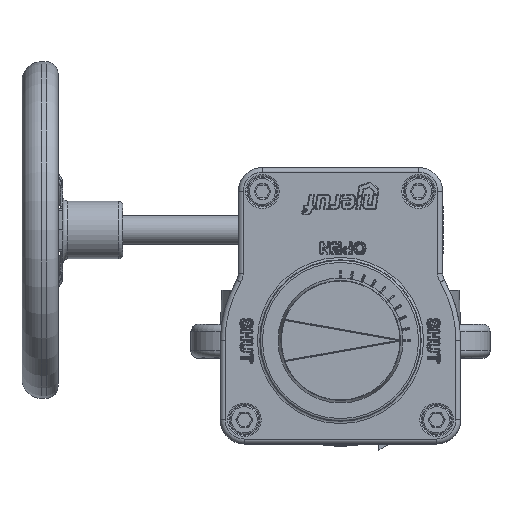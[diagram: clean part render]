
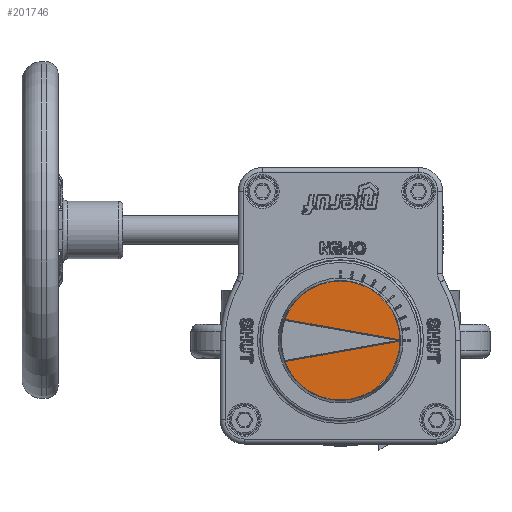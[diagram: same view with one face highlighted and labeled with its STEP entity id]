
A CAD part, top view. The second image highlights one B-rep face of the part: STEP entity #201746.
In plain terms, the highlighted planar face has unit normal (0, 0, 1).
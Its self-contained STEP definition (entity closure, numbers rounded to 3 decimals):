
#201678=CARTESIAN_POINT('',(-0.,0.,215.001));
#201679=DIRECTION('',(0.,0.,1.));
#201680=DIRECTION('',(0.,-1.,0.));
#201681=AXIS2_PLACEMENT_3D('',#201678,#201679,#201680);
#201682=PLANE('',#201681);
#201683=CARTESIAN_POINT('',(-23.13,-8.82,215.001));
#201684=VERTEX_POINT('',#201683);
#201685=CARTESIAN_POINT('',(-0.,-24.755,215.001));
#201686=VERTEX_POINT('',#201685);
#201687=CARTESIAN_POINT('',(-0.,0.,215.001));
#201688=DIRECTION('',(0.,0.,1.));
#201689=DIRECTION('',(0.,-1.,0.));
#201690=AXIS2_PLACEMENT_3D('',#201687,#201688,#201689);
#201691=CIRCLE('',#201690,24.755);
#201692=EDGE_CURVE('',#201684,#201686,#201691,.T.);
#201693=ORIENTED_EDGE('',*,*,#201692,.T.);
#201694=CARTESIAN_POINT('',(24.755,0.,215.001));
#201695=VERTEX_POINT('',#201694);
#201696=CARTESIAN_POINT('',(-0.,0.,215.001));
#201697=DIRECTION('',(0.,0.,1.));
#201698=DIRECTION('',(0.,-1.,0.));
#201699=AXIS2_PLACEMENT_3D('',#201696,#201697,#201698);
#201700=CIRCLE('',#201699,24.755);
#201701=EDGE_CURVE('',#201686,#201695,#201700,.T.);
#201702=ORIENTED_EDGE('',*,*,#201701,.T.);
#201703=CARTESIAN_POINT('',(-0.,24.755,215.001));
#201704=VERTEX_POINT('',#201703);
#201705=CARTESIAN_POINT('',(-0.,0.,215.001));
#201706=DIRECTION('',(0.,0.,1.));
#201707=DIRECTION('',(0.,-1.,0.));
#201708=AXIS2_PLACEMENT_3D('',#201705,#201706,#201707);
#201709=CIRCLE('',#201708,24.755);
#201710=EDGE_CURVE('',#201695,#201704,#201709,.T.);
#201711=ORIENTED_EDGE('',*,*,#201710,.T.);
#201712=CARTESIAN_POINT('',(-23.13,8.82,215.001));
#201713=VERTEX_POINT('',#201712);
#201714=CARTESIAN_POINT('',(-0.,0.,215.001));
#201715=DIRECTION('',(0.,0.,1.));
#201716=DIRECTION('',(0.,-1.,0.));
#201717=AXIS2_PLACEMENT_3D('',#201714,#201715,#201716);
#201718=CIRCLE('',#201717,24.755);
#201719=EDGE_CURVE('',#201704,#201713,#201718,.T.);
#201720=ORIENTED_EDGE('',*,*,#201719,.T.);
#201721=CARTESIAN_POINT('',(24.492,0.308,215.001));
#201722=VERTEX_POINT('',#201721);
#201723=CARTESIAN_POINT('',(-23.13,8.82,215.001));
#201724=DIRECTION('',(0.984,-0.176,0.));
#201725=VECTOR('',#201724,48.377);
#201726=LINE('',#201723,#201725);
#201727=EDGE_CURVE('',#201713,#201722,#201726,.T.);
#201728=ORIENTED_EDGE('',*,*,#201727,.T.);
#201729=CARTESIAN_POINT('',(24.492,-0.308,215.001));
#201730=VERTEX_POINT('',#201729);
#201731=CARTESIAN_POINT('',(24.437,0.,215.001));
#201732=DIRECTION('',(-0.,-0.,-1.));
#201733=DIRECTION('',(0.,-1.,0.));
#201734=AXIS2_PLACEMENT_3D('',#201731,#201732,#201733);
#201735=CIRCLE('',#201734,0.313);
#201736=EDGE_CURVE('',#201722,#201730,#201735,.T.);
#201737=ORIENTED_EDGE('',*,*,#201736,.T.);
#201738=CARTESIAN_POINT('',(24.492,-0.308,215.001));
#201739=DIRECTION('',(-0.984,-0.176,0.));
#201740=VECTOR('',#201739,48.377);
#201741=LINE('',#201738,#201740);
#201742=EDGE_CURVE('',#201730,#201684,#201741,.T.);
#201743=ORIENTED_EDGE('',*,*,#201742,.T.);
#201744=EDGE_LOOP('',(#201693,#201702,#201711,#201720,#201728,#201737,#201743));
#201745=FACE_BOUND('',#201744,.T.);
#201746=ADVANCED_FACE('',(#201745),#201682,.T.);
